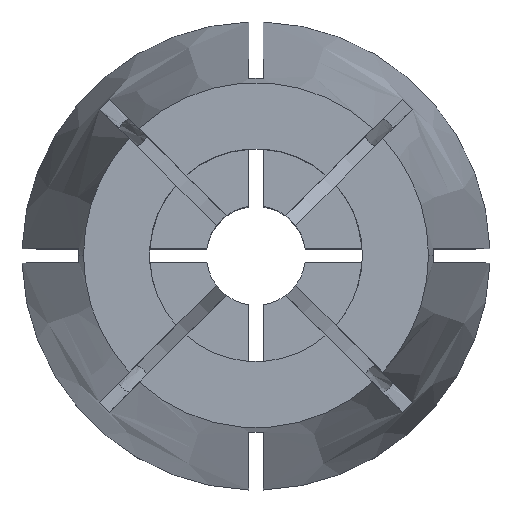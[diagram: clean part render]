
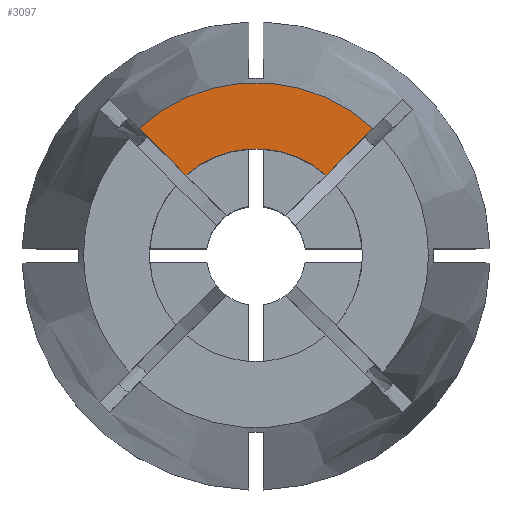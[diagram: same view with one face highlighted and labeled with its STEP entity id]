
A CAD part, top view. The second image highlights one B-rep face of the part: STEP entity #3097.
In plain terms, the highlighted planar face has unit normal (0, 0, 1).
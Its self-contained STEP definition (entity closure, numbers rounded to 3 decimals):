
#238 = VECTOR ( 'NONE', #1926, 1000. ) ;
#281 = AXIS2_PLACEMENT_3D ( 'NONE', #1346, #1438, #1710 ) ;
#297 = DIRECTION ( 'NONE',  ( 0.707, 0.707, 0. ) ) ;
#321 = LINE ( 'NONE', #1883, #238 ) ;
#567 = CARTESIAN_POINT ( 'NONE',  ( 0., 0., 0. ) ) ;
#684 = FACE_OUTER_BOUND ( 'NONE', #2828, .T. ) ;
#785 = LINE ( 'NONE', #3302, #1260 ) ;
#830 = CARTESIAN_POINT ( 'NONE',  ( 4.938, 5.645, 0. ) ) ;
#1016 = AXIS2_PLACEMENT_3D ( 'NONE', #2018, #2770, #1996 ) ;
#1092 = EDGE_CURVE ( 'NONE', #2486, #1271, #321, .T. ) ;
#1143 = DIRECTION ( 'NONE',  ( 0., 0., 1. ) ) ;
#1234 = CARTESIAN_POINT ( 'NONE',  ( 8.236, 8.943, 0. ) ) ;
#1260 = VECTOR ( 'NONE', #297, 1000. ) ;
#1271 = VERTEX_POINT ( 'NONE', #2421 ) ;
#1346 = CARTESIAN_POINT ( 'NONE',  ( 0., 0., 0. ) ) ;
#1438 = DIRECTION ( 'NONE',  ( 0., 0., -1. ) ) ;
#1629 = AXIS2_PLACEMENT_3D ( 'NONE', #567, #1143, #1844 ) ;
#1710 = DIRECTION ( 'NONE',  ( -1., 0., 0. ) ) ;
#1747 = VERTEX_POINT ( 'NONE', #830 ) ;
#1819 = EDGE_CURVE ( 'NONE', #1747, #3374, #785, .T. ) ;
#1842 = ORIENTED_EDGE ( 'NONE', *, *, #2058, .F. ) ;
#1844 = DIRECTION ( 'NONE',  ( 1., 0., 0. ) ) ;
#1874 = CARTESIAN_POINT ( 'NONE',  ( -8.236, 8.943, 0. ) ) ;
#1883 = CARTESIAN_POINT ( 'NONE',  ( 0.354, 0.354, 0. ) ) ;
#1926 = DIRECTION ( 'NONE',  ( 0.707, -0.707, 0. ) ) ;
#1995 = EDGE_CURVE ( 'NONE', #3374, #2486, #2153, .T. ) ;
#1996 = DIRECTION ( 'NONE',  ( 1., 0., 0. ) ) ;
#2018 = CARTESIAN_POINT ( 'NONE',  ( 0., 0., 0. ) ) ;
#2058 = EDGE_CURVE ( 'NONE', #1747, #1271, #2946, .T. ) ;
#2131 = ORIENTED_EDGE ( 'NONE', *, *, #1995, .T. ) ;
#2153 = CIRCLE ( 'NONE', #1016, 12.158 ) ;
#2421 = CARTESIAN_POINT ( 'NONE',  ( -4.938, 5.645, 0. ) ) ;
#2486 = VERTEX_POINT ( 'NONE', #1874 ) ;
#2590 = ORIENTED_EDGE ( 'NONE', *, *, #1819, .T. ) ;
#2690 = PLANE ( 'NONE',  #281 ) ;
#2770 = DIRECTION ( 'NONE',  ( 0., 0., 1. ) ) ;
#2828 = EDGE_LOOP ( 'NONE', ( #1842, #2590, #2131, #2986 ) ) ;
#2946 = CIRCLE ( 'NONE', #1629, 7.5 ) ;
#2986 = ORIENTED_EDGE ( 'NONE', *, *, #1092, .T. ) ;
#3097 = ADVANCED_FACE ( 'NONE', ( #684 ), #2690, .F. ) ;
#3302 = CARTESIAN_POINT ( 'NONE',  ( -0.354, 0.354, 0. ) ) ;
#3374 = VERTEX_POINT ( 'NONE', #1234 ) ;
